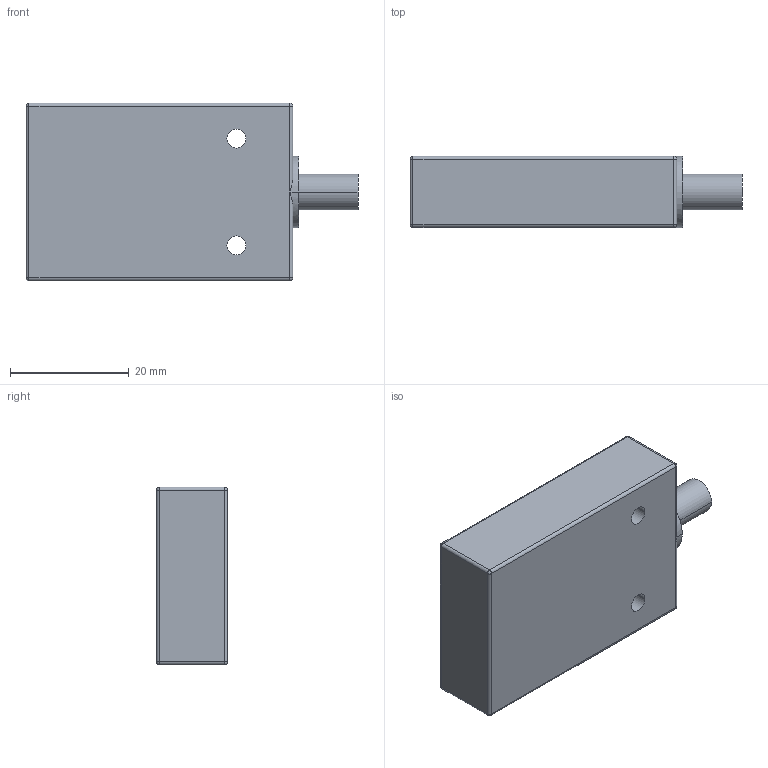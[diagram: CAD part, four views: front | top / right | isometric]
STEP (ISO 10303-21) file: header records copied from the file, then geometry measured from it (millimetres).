
FILE_DESCRIPTION((''),'2;1');
FILE_NAME('F_D000033A','2006-01-03T',('Pepperl+Fuchs'),('Industriehansa'),'PRO/ENGINEER BY PARAMETRIC TECHNOLOGY CORPORATION, 2005290','PRO/ENGINEER BY PARAMETRIC TECHNOLOGY CORPORATION, 2005290','');
FILE_SCHEMA(('AUTOMOTIVE_DESIGN_CC2 { 1 2 10303 214 -1 1 5 2 }'));
Length unit declared in the file: millimetre
Products named in the file (1): F_D000033A
Bounding box: 56 x 12 x 30 mm (x, y, z)
Volume: 16350.2 mm3; surface area: 4849.3 mm2
Topology: 1 solids, 1 shells, 43 faces, 140 edges, 104 vertices
Faces by surface type: cylinder 22, plane 9, sphere 8, cone 4
Entity records: 2068 total; most frequent: DIRECTION 284, CARTESIAN_POINT 254, ORIENTED_EDGE 176, PRESENTATION_STYLE_ASSIGNMENT 157, STYLED_ITEM 154, CURVE_STYLE 147, AXIS2_PLACEMENT_3D 104, EDGE_CURVE 88
